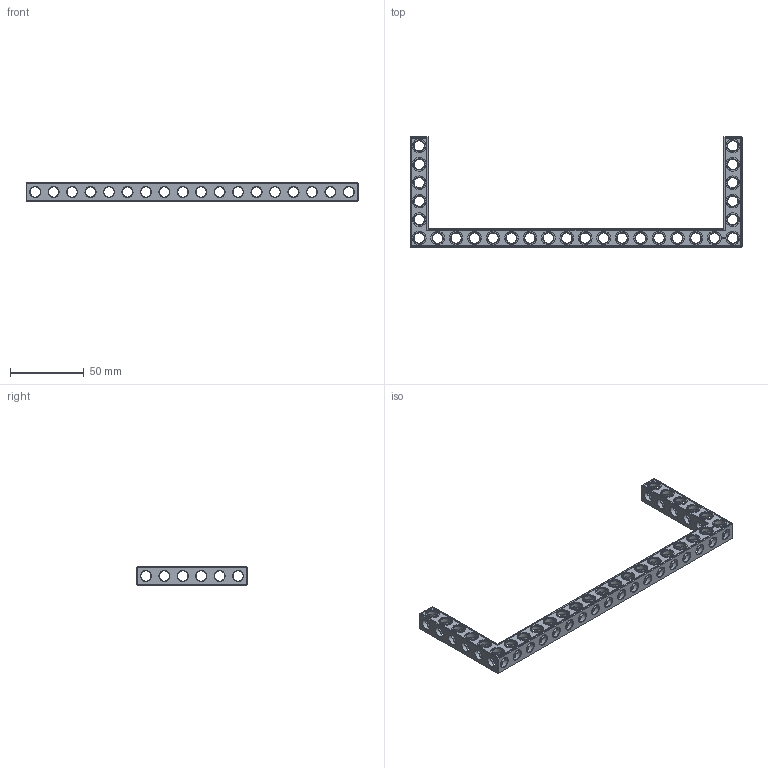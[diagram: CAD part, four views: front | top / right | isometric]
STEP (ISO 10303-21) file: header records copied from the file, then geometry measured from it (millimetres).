
FILE_DESCRIPTION(('FreeCAD Model'),'2;1');
FILE_NAME('Open CASCADE Shape Model','2022-03-06T18:40:53',('Author'),( ''),'Open CASCADE STEP processor 7.5','FreeCAD','Unknown');
FILE_SCHEMA(('AUTOMOTIVE_DESIGN { 1 0 10303 214 1 1 1 1 }'));
Products named in the file (1): Beam AGD ESS USH SYM BU18x06x01 - SPN-BEM-0598 (stemfie.org)
Bounding box: 225 x 75 x 12.5 mm (x, y, z)
Volume: 27348.4 mm3; surface area: 24485.8 mm2
Topology: 1 solids, 1 shells, 874 faces, 2635 edges, 1714 vertices
Faces by surface type: plane 397, extrusion 194, cylinder 169, cone 114
Full cylindrical faces by diameter (mm): 6.98 x14, 7 x127, 9.2 x28
Entity records: 121569 total; most frequent: CARTESIAN_POINT 72281, DIRECTION 7975, ORIENTED_EDGE 5270, PCURVE 5270, DEFINITIONAL_REPRESENTATION 5270, VECTOR 5107, LINE 4913, EDGE_CURVE 2635
